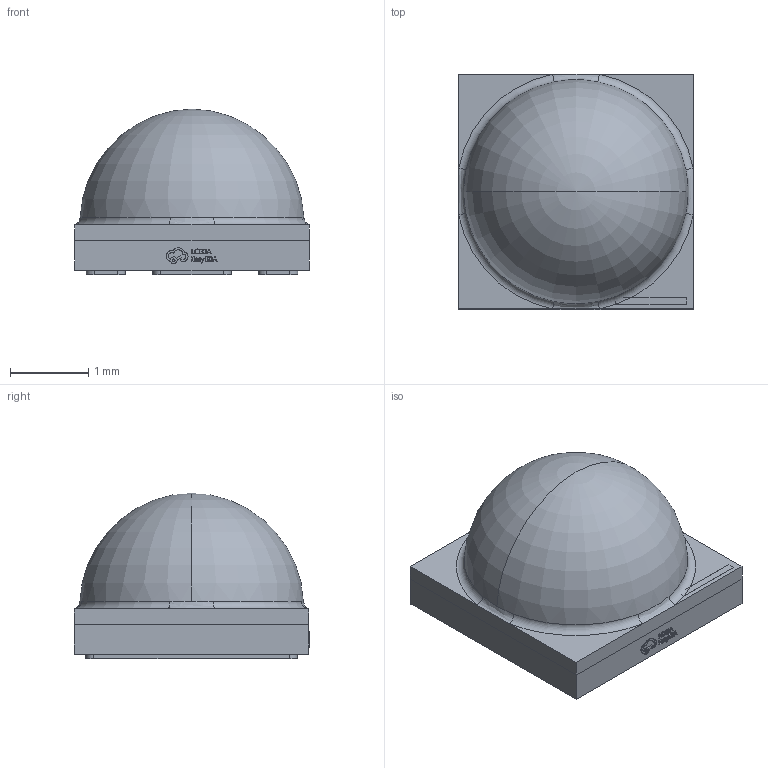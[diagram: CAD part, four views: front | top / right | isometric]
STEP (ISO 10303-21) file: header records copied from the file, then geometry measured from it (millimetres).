
FILE_DESCRIPTION (( 'STEP AP214' ), '1' );
FILE_NAME ('LED-SMD_3P-L3.0-W3.0-P1.10-RD-1.step', '2022-07-08T11:54:24', ( '' ), ( '' ), 'SwSTEP 2.0', 'SolidWorks 2020', '' );
FILE_SCHEMA (( 'AUTOMOTIVE_DESIGN' ));
Length unit declared in the file: millimetre
Products named in the file (1): LED-SMD_3P-L3.0-W3.0-P1.10-RD-1
Bounding box: 3 x 3.01 x 2.12 mm (x, y, z)
Volume: 12.1 mm3; surface area: 51.2 mm2
Topology: 3 solids, 3 shells, 350 faces, 937 edges, 621 vertices
Faces by surface type: plane 213, bspline 116, cylinder 15, torus 6
Entity records: 15987 total; most frequent: CARTESIAN_POINT 4101, ORIENTED_EDGE 1870, DIRECTION 1219, EDGE_CURVE 935, VECTOR 653, LINE 653, VERTEX_POINT 621, EDGE_LOOP 380
